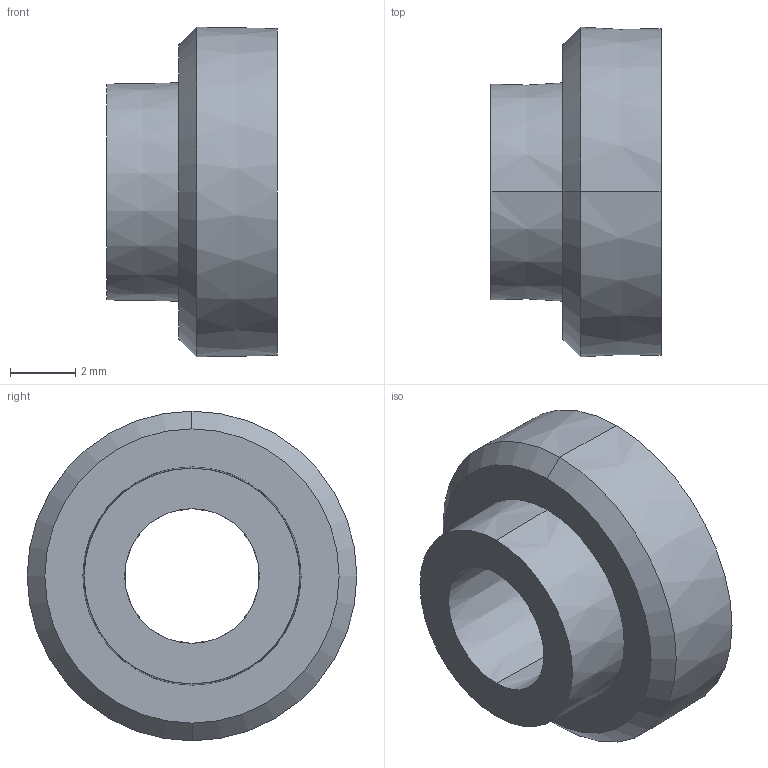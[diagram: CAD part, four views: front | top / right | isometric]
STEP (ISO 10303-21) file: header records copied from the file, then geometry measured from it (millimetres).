
FILE_DESCRIPTION (( 'STEP AP214' ), '1' );
FILE_NAME ('JXHSV06-06003-d Screen hanger.step', '2023-01-05T07:15:17', ( '微软用户' ), ( '微软中国' ), 'SwSTEP 2.0', 'SolidWorks 2020', '' );
FILE_SCHEMA (( 'AUTOMOTIVE_DESIGN' ));
Length unit declared in the file: millimetre
Products named in the file (1): JXHSV06-06003-d Screen hanger
Bounding box: 5.2 x 10.09 x 10.09 mm (x, y, z)
Volume: 201.4 mm3; surface area: 318.5 mm2
Topology: 1 solids, 1 shells, 13 faces, 26 edges, 16 vertices
Faces by surface type: cone 10, plane 3
Entity records: 382 total; most frequent: DIRECTION 70, CARTESIAN_POINT 56, ORIENTED_EDGE 52, AXIS2_PLACEMENT_3D 30, EDGE_CURVE 26, CIRCLE 16, EDGE_LOOP 16, VERTEX_POINT 16
